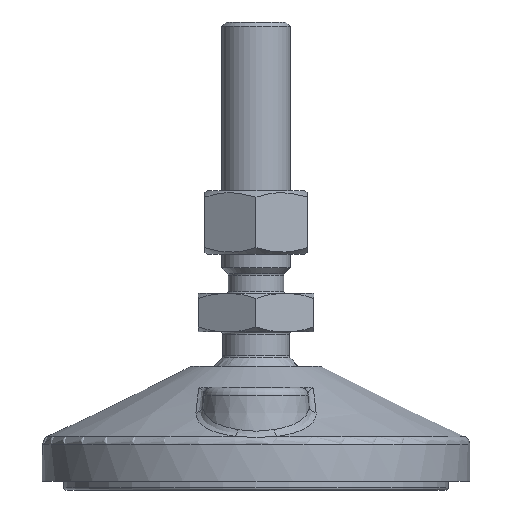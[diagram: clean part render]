
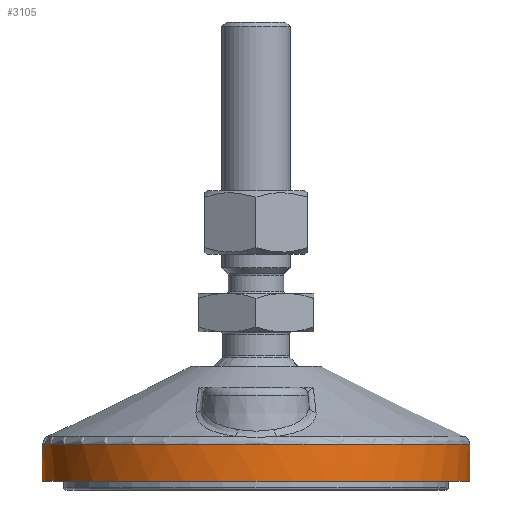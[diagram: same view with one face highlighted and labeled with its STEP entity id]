
A CAD part, front view. The second image highlights one B-rep face of the part: STEP entity #3105.
In plain terms, the highlighted cylindrical face has radius 50 mm (diameter 100 mm), a full revolution.
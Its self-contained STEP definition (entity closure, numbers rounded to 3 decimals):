
#710=CARTESIAN_POINT('',(-50.0,8.748,0.0));
#711=VERTEX_POINT('',#710);
#712=CARTESIAN_POINT('',(0.,8.748,0.0));
#713=DIRECTION('',(0.0,1.0,0.0));
#714=DIRECTION('',(1.0,0.0,0.0));
#715=AXIS2_PLACEMENT_3D('',#712,#713,#714);
#716=CIRCLE('',#715,50.0);
#717=EDGE_CURVE('',#711,#711,#716,.T.);
#2678=CARTESIAN_POINT('',(-50.0,0.,0.0));
#2679=VERTEX_POINT('',#2678);
#2680=CARTESIAN_POINT('',(0.,0.,0.0));
#2681=DIRECTION('',(0.0,1.0,0.0));
#2682=DIRECTION('',(-1.0,0.0,0.0));
#2683=AXIS2_PLACEMENT_3D('',#2680,#2681,#2682);
#2684=CIRCLE('',#2683,50.0);
#2685=EDGE_CURVE('',#2679,#2679,#2684,.T.);
#3094=CARTESIAN_POINT('',(0.,5.,0.0));
#3095=DIRECTION('',(0.0,1.0,0.0));
#3096=DIRECTION('',(-1.0,0.0,0.0));
#3097=AXIS2_PLACEMENT_3D('',#3094,#3095,#3096);
#3098=CYLINDRICAL_SURFACE('',#3097,50.0);
#3099=ORIENTED_EDGE('',*,*,#2685,.T.);
#3100=EDGE_LOOP('',(#3099));
#3101=FACE_OUTER_BOUND('',#3100,.T.);
#3102=ORIENTED_EDGE('',*,*,#717,.F.);
#3103=EDGE_LOOP('',(#3102));
#3104=FACE_BOUND('',#3103,.T.);
#3105=ADVANCED_FACE('',(#3101,#3104),#3098,.T.);
